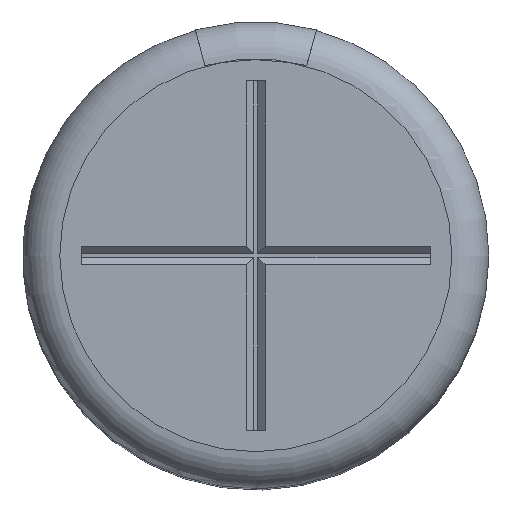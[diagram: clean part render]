
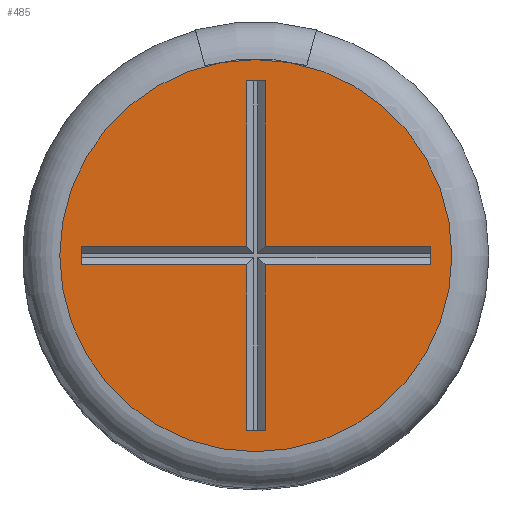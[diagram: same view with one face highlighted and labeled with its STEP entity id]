
A CAD part, top view. The second image highlights one B-rep face of the part: STEP entity #485.
In plain terms, the highlighted planar face has unit normal (0, 0, 1).
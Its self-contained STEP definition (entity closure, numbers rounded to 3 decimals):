
#33 = VERTEX_POINT('',#34);
#34 = CARTESIAN_POINT('',(2.65,0.,11.));
#41 = EDGE_CURVE('',#33,#33,#42,.T.);
#42 = CIRCLE('',#43,2.65);
#43 = AXIS2_PLACEMENT_3D('',#44,#45,#46);
#44 = CARTESIAN_POINT('',(0.,0.,11.));
#45 = DIRECTION('',(0.,0.,-1.));
#46 = DIRECTION('',(1.,0.,0.));
#485 = ADVANCED_FACE('',(#486,#489),#587,.T.);
#486 = FACE_BOUND('',#487,.T.);
#487 = EDGE_LOOP('',(#488));
#488 = ORIENTED_EDGE('',*,*,#41,.F.);
#489 = FACE_BOUND('',#490,.T.);
#490 = EDGE_LOOP('',(#491,#501,#509,#517,#525,#533,#541,#549,#557,#565,
    #573,#581));
#491 = ORIENTED_EDGE('',*,*,#492,.F.);
#492 = EDGE_CURVE('',#493,#495,#497,.T.);
#493 = VERTEX_POINT('',#494);
#494 = CARTESIAN_POINT('',(-0.125,-2.363,11.));
#495 = VERTEX_POINT('',#496);
#496 = CARTESIAN_POINT('',(0.125,-2.363,11.));
#497 = LINE('',#498,#499);
#498 = CARTESIAN_POINT('',(-0.125,-2.363,11.));
#499 = VECTOR('',#500,1.);
#500 = DIRECTION('',(1.,0.,0.));
#501 = ORIENTED_EDGE('',*,*,#502,.T.);
#502 = EDGE_CURVE('',#493,#503,#505,.T.);
#503 = VERTEX_POINT('',#504);
#504 = CARTESIAN_POINT('',(-0.125,-0.125,11.));
#505 = LINE('',#506,#507);
#506 = CARTESIAN_POINT('',(-0.125,-2.363,11.));
#507 = VECTOR('',#508,1.);
#508 = DIRECTION('',(0.,1.,0.));
#509 = ORIENTED_EDGE('',*,*,#510,.T.);
#510 = EDGE_CURVE('',#503,#511,#513,.T.);
#511 = VERTEX_POINT('',#512);
#512 = CARTESIAN_POINT('',(-2.363,-0.125,11.));
#513 = LINE('',#514,#515);
#514 = CARTESIAN_POINT('',(2.363,-0.125,11.));
#515 = VECTOR('',#516,1.);
#516 = DIRECTION('',(-1.,0.,0.));
#517 = ORIENTED_EDGE('',*,*,#518,.T.);
#518 = EDGE_CURVE('',#511,#519,#521,.T.);
#519 = VERTEX_POINT('',#520);
#520 = CARTESIAN_POINT('',(-2.363,0.125,11.));
#521 = LINE('',#522,#523);
#522 = CARTESIAN_POINT('',(-2.363,-0.125,11.));
#523 = VECTOR('',#524,1.);
#524 = DIRECTION('',(0.,1.,0.));
#525 = ORIENTED_EDGE('',*,*,#526,.F.);
#526 = EDGE_CURVE('',#527,#519,#529,.T.);
#527 = VERTEX_POINT('',#528);
#528 = CARTESIAN_POINT('',(-0.125,0.125,11.));
#529 = LINE('',#530,#531);
#530 = CARTESIAN_POINT('',(2.363,0.125,11.));
#531 = VECTOR('',#532,1.);
#532 = DIRECTION('',(-1.,0.,0.));
#533 = ORIENTED_EDGE('',*,*,#534,.T.);
#534 = EDGE_CURVE('',#527,#535,#537,.T.);
#535 = VERTEX_POINT('',#536);
#536 = CARTESIAN_POINT('',(-0.125,2.363,11.));
#537 = LINE('',#538,#539);
#538 = CARTESIAN_POINT('',(-0.125,-2.363,11.));
#539 = VECTOR('',#540,1.);
#540 = DIRECTION('',(0.,1.,0.));
#541 = ORIENTED_EDGE('',*,*,#542,.T.);
#542 = EDGE_CURVE('',#535,#543,#545,.T.);
#543 = VERTEX_POINT('',#544);
#544 = CARTESIAN_POINT('',(0.125,2.363,11.));
#545 = LINE('',#546,#547);
#546 = CARTESIAN_POINT('',(-0.125,2.363,11.));
#547 = VECTOR('',#548,1.);
#548 = DIRECTION('',(1.,0.,0.));
#549 = ORIENTED_EDGE('',*,*,#550,.F.);
#550 = EDGE_CURVE('',#551,#543,#553,.T.);
#551 = VERTEX_POINT('',#552);
#552 = CARTESIAN_POINT('',(0.125,0.125,11.));
#553 = LINE('',#554,#555);
#554 = CARTESIAN_POINT('',(0.125,-2.363,11.));
#555 = VECTOR('',#556,1.);
#556 = DIRECTION('',(0.,1.,0.));
#557 = ORIENTED_EDGE('',*,*,#558,.F.);
#558 = EDGE_CURVE('',#559,#551,#561,.T.);
#559 = VERTEX_POINT('',#560);
#560 = CARTESIAN_POINT('',(2.363,0.125,11.));
#561 = LINE('',#562,#563);
#562 = CARTESIAN_POINT('',(2.363,0.125,11.));
#563 = VECTOR('',#564,1.);
#564 = DIRECTION('',(-1.,0.,0.));
#565 = ORIENTED_EDGE('',*,*,#566,.F.);
#566 = EDGE_CURVE('',#567,#559,#569,.T.);
#567 = VERTEX_POINT('',#568);
#568 = CARTESIAN_POINT('',(2.363,-0.125,11.));
#569 = LINE('',#570,#571);
#570 = CARTESIAN_POINT('',(2.363,-0.125,11.));
#571 = VECTOR('',#572,1.);
#572 = DIRECTION('',(0.,1.,0.));
#573 = ORIENTED_EDGE('',*,*,#574,.T.);
#574 = EDGE_CURVE('',#567,#575,#577,.T.);
#575 = VERTEX_POINT('',#576);
#576 = CARTESIAN_POINT('',(0.125,-0.125,11.));
#577 = LINE('',#578,#579);
#578 = CARTESIAN_POINT('',(2.363,-0.125,11.));
#579 = VECTOR('',#580,1.);
#580 = DIRECTION('',(-1.,0.,0.));
#581 = ORIENTED_EDGE('',*,*,#582,.F.);
#582 = EDGE_CURVE('',#495,#575,#583,.T.);
#583 = LINE('',#584,#585);
#584 = CARTESIAN_POINT('',(0.125,-2.363,11.));
#585 = VECTOR('',#586,1.);
#586 = DIRECTION('',(0.,1.,0.));
#587 = PLANE('',#588);
#588 = AXIS2_PLACEMENT_3D('',#589,#590,#591);
#589 = CARTESIAN_POINT('',(0.,0.,11.));
#590 = DIRECTION('',(0.,0.,1.));
#591 = DIRECTION('',(1.,0.,0.));
